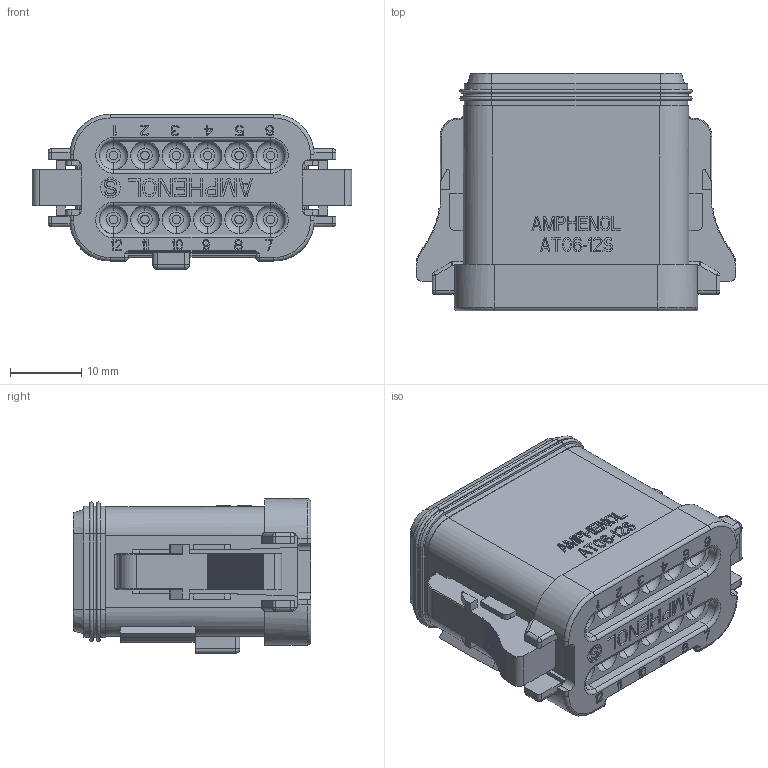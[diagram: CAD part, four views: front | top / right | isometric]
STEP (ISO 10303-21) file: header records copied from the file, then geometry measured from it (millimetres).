
FILE_DESCRIPTION((''),'2;1');
FILE_NAME('26-54224-12SA','2015-05-27T',('Orion.Li'),(''),'PRO/ENGINEER BY PARAMETRIC TECHNOLOGY CORPORATION, 2013230','PRO/ENGINEER BY PARAMETRIC TECHNOLOGY CORPORATION, 2013230','');
FILE_SCHEMA(('CONFIG_CONTROL_DESIGN'));
Length unit declared in the file: millimetre
Products named in the file (1): 26-54224-12SA
Bounding box: 45.02 x 33.45 x 21.85 mm (x, y, z)
Volume: 19430.6 mm3; surface area: 7700.2 mm2
Topology: 1 solids, 4 shells, 1867 faces, 5168 edges, 3410 vertices
Faces by surface type: plane 1450, cylinder 222, extrusion 101, torus 66, sphere 16, cone 12
Entity records: 59453 total; most frequent: CARTESIAN_POINT 11678, ORIENTED_EDGE 10336, DIRECTION 9105, EDGE_CURVE 5168, VECTOR 4409, LINE 4308, VERTEX_POINT 3410, AXIS2_PLACEMENT_3D 2348
